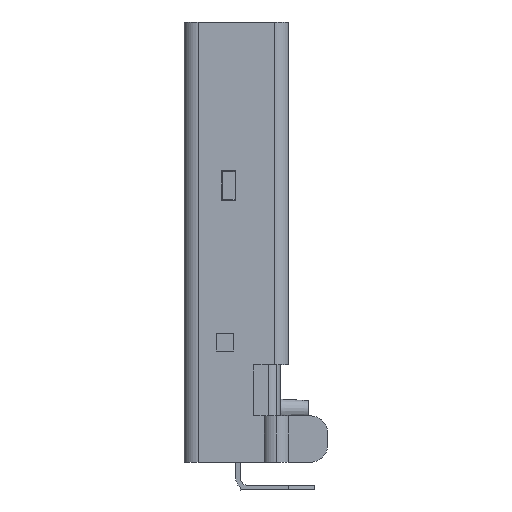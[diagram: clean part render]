
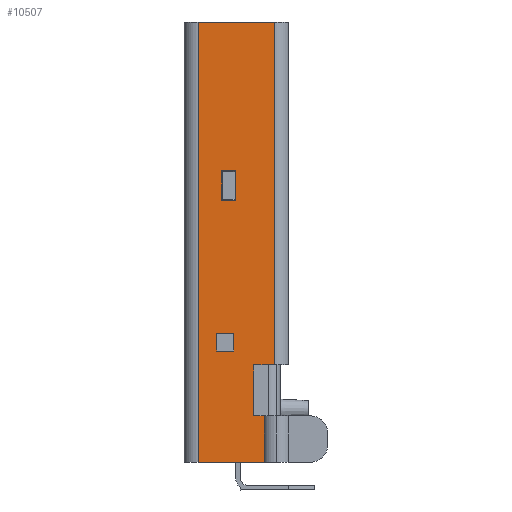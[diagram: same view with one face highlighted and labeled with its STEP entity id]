
A CAD part, left-side view. The second image highlights one B-rep face of the part: STEP entity #10507.
In plain terms, the highlighted planar face has unit normal (-1, 0, 0).
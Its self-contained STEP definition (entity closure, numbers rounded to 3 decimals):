
#196 = EDGE_CURVE ( 'NONE', #1192, #3380, #2628, .T. ) ;
#413 = VERTEX_POINT ( 'NONE', #9966 ) ;
#414 = CARTESIAN_POINT ( 'NONE',  ( -11.345, 4.962, -3.95 ) ) ;
#415 = ORIENTED_EDGE ( 'NONE', *, *, #7573, .F. ) ;
#421 = CARTESIAN_POINT ( 'NONE',  ( -11.345, 2.867, 4.75 ) ) ;
#440 = CARTESIAN_POINT ( 'NONE',  ( -11.345, 4.542, 3.08 ) ) ;
#626 = VECTOR ( 'NONE', #10104, 1000. ) ;
#834 = ORIENTED_EDGE ( 'NONE', *, *, #9879, .T. ) ;
#852 = CARTESIAN_POINT ( 'NONE',  ( -11.345, 7.524, -9.5 ) ) ;
#866 = VECTOR ( 'NONE', #9235, 1000. ) ;
#868 = DIRECTION ( 'NONE',  ( 0., 0., 1. ) ) ;
#871 = DIRECTION ( 'NONE',  ( 0., 0., 1. ) ) ;
#878 = CARTESIAN_POINT ( 'NONE',  ( -11.345, 4.617, -1.975 ) ) ;
#952 = EDGE_CURVE ( 'NONE', #2933, #413, #5948, .T. ) ;
#1187 = EDGE_CURVE ( 'NONE', #8699, #6734, #10709, .T. ) ;
#1192 = VERTEX_POINT ( 'NONE', #4979 ) ;
#1223 = EDGE_LOOP ( 'NONE', ( #9531, #415, #834, #2118, #5003, #7109, #7353, #5755 ) ) ;
#1446 = EDGE_CURVE ( 'NONE', #2684, #5481, #10410, .T. ) ;
#1537 = ORIENTED_EDGE ( 'NONE', *, *, #3128, .T. ) ;
#1702 = LINE ( 'NONE', #3541, #6876 ) ;
#1713 = VERTEX_POINT ( 'NONE', #2391 ) ;
#1898 = ORIENTED_EDGE ( 'NONE', *, *, #6607, .F. ) ;
#1953 = DIRECTION ( 'NONE',  ( -1., 0., 0. ) ) ;
#2118 = ORIENTED_EDGE ( 'NONE', *, *, #4525, .T. ) ;
#2236 = LINE ( 'NONE', #4710, #10415 ) ;
#2391 = CARTESIAN_POINT ( 'NONE',  ( -11.345, 3.767, -7.5 ) ) ;
#2628 = LINE ( 'NONE', #9328, #9815 ) ;
#2665 = VECTOR ( 'NONE', #4926, 1000. ) ;
#2684 = VERTEX_POINT ( 'NONE', #3993 ) ;
#2933 = VERTEX_POINT ( 'NONE', #7011 ) ;
#3062 = CARTESIAN_POINT ( 'NONE',  ( -11.345, 3.314, -9.5 ) ) ;
#3126 = DIRECTION ( 'NONE',  ( 0., -1., 0. ) ) ;
#3128 = EDGE_CURVE ( 'NONE', #3380, #4851, #9102, .T. ) ;
#3172 = LINE ( 'NONE', #414, #3520 ) ;
#3246 = AXIS2_PLACEMENT_3D ( 'NONE', #6217, #1953, #5438 ) ;
#3288 = DIRECTION ( 'NONE',  ( 0., 0., 1. ) ) ;
#3380 = VERTEX_POINT ( 'NONE', #3421 ) ;
#3421 = CARTESIAN_POINT ( 'NONE',  ( -11.345, 5.367, -4.7 ) ) ;
#3451 = ORIENTED_EDGE ( 'NONE', *, *, #7957, .F. ) ;
#3520 = VECTOR ( 'NONE', #3126, 1000. ) ;
#3522 = EDGE_LOOP ( 'NONE', ( #4542, #1537, #4684, #3951 ) ) ;
#3541 = CARTESIAN_POINT ( 'NONE',  ( -11.345, 4.542, 1.517 ) ) ;
#3803 = PLANE ( 'NONE',  #3246 ) ;
#3951 = ORIENTED_EDGE ( 'NONE', *, *, #7003, .T. ) ;
#3993 = CARTESIAN_POINT ( 'NONE',  ( -11.345, 5.149, 3.08 ) ) ;
#4151 = CARTESIAN_POINT ( 'NONE',  ( -11.345, 4.562, 1.803 ) ) ;
#4197 = CARTESIAN_POINT ( 'NONE',  ( -11.345, 2.867, 9.5 ) ) ;
#4316 = DIRECTION ( 'NONE',  ( 0., 0., -1. ) ) ;
#4416 = EDGE_CURVE ( 'NONE', #413, #9089, #8898, .T. ) ;
#4430 = DIRECTION ( 'NONE',  ( 0., 1., 0. ) ) ;
#4485 = DIRECTION ( 'NONE',  ( 0., 0., -1. ) ) ;
#4487 = CARTESIAN_POINT ( 'NONE',  ( -11.345, 4.162, -5.3 ) ) ;
#4493 = ORIENTED_EDGE ( 'NONE', *, *, #1446, .F. ) ;
#4525 = EDGE_CURVE ( 'NONE', #8410, #8374, #10195, .T. ) ;
#4542 = ORIENTED_EDGE ( 'NONE', *, *, #196, .T. ) ;
#4665 = DIRECTION ( 'NONE',  ( 0., 0., 1. ) ) ;
#4670 = CARTESIAN_POINT ( 'NONE',  ( -11.345, 5.149, 1.803 ) ) ;
#4684 = ORIENTED_EDGE ( 'NONE', *, *, #7357, .T. ) ;
#4710 = CARTESIAN_POINT ( 'NONE',  ( -11.345, 3.767, -3.75 ) ) ;
#4786 = VECTOR ( 'NONE', #4665, 1000. ) ;
#4806 = EDGE_CURVE ( 'NONE', #5481, #5495, #9954, .T. ) ;
#4851 = VERTEX_POINT ( 'NONE', #5746 ) ;
#4926 = DIRECTION ( 'NONE',  ( 0., 1., 0. ) ) ;
#4965 = EDGE_CURVE ( 'NONE', #8374, #8699, #10505, .T. ) ;
#4979 = CARTESIAN_POINT ( 'NONE',  ( -11.345, 4.617, -4.7 ) ) ;
#5003 = ORIENTED_EDGE ( 'NONE', *, *, #4965, .T. ) ;
#5245 = LINE ( 'NONE', #6852, #7769 ) ;
#5316 = DIRECTION ( 'NONE',  ( 0., 1., 0. ) ) ;
#5378 = CARTESIAN_POINT ( 'NONE',  ( -11.345, 6.167, 9.5 ) ) ;
#5392 = FACE_BOUND ( 'NONE', #9014, .T. ) ;
#5425 = CARTESIAN_POINT ( 'NONE',  ( -11.345, 5.149, 0.925 ) ) ;
#5438 = DIRECTION ( 'NONE',  ( 0., -1., 0. ) ) ;
#5481 = VERTEX_POINT ( 'NONE', #4670 ) ;
#5495 = VERTEX_POINT ( 'NONE', #10492 ) ;
#5746 = CARTESIAN_POINT ( 'NONE',  ( -11.345, 5.367, -3.95 ) ) ;
#5755 = ORIENTED_EDGE ( 'NONE', *, *, #952, .T. ) ;
#5800 = CARTESIAN_POINT ( 'NONE',  ( -11.345, 5.367, -2.35 ) ) ;
#5806 = DIRECTION ( 'NONE',  ( 0., -1., 0. ) ) ;
#5888 = CARTESIAN_POINT ( 'NONE',  ( -11.345, 2.267, -7.5 ) ) ;
#5948 = LINE ( 'NONE', #852, #626 ) ;
#6135 = LINE ( 'NONE', #878, #8960 ) ;
#6217 = CARTESIAN_POINT ( 'NONE',  ( -11.345, 4.556, 0. ) ) ;
#6607 = EDGE_CURVE ( 'NONE', #10201, #2684, #5245, .T. ) ;
#6734 = VERTEX_POINT ( 'NONE', #5378 ) ;
#6852 = CARTESIAN_POINT ( 'NONE',  ( -11.345, 4.84, 3.08 ) ) ;
#6876 = VECTOR ( 'NONE', #871, 1000. ) ;
#6894 = CARTESIAN_POINT ( 'NONE',  ( -11.345, 4.617, -3.95 ) ) ;
#6980 = FACE_OUTER_BOUND ( 'NONE', #1223, .T. ) ;
#7003 = EDGE_CURVE ( 'NONE', #8587, #1192, #6135, .T. ) ;
#7011 = CARTESIAN_POINT ( 'NONE',  ( -11.345, 6.167, -9.5 ) ) ;
#7109 = ORIENTED_EDGE ( 'NONE', *, *, #1187, .T. ) ;
#7160 = DIRECTION ( 'NONE',  ( 0., 0., 1. ) ) ;
#7174 = DIRECTION ( 'NONE',  ( 0., 0., -1. ) ) ;
#7327 = LINE ( 'NONE', #10468, #10556 ) ;
#7353 = ORIENTED_EDGE ( 'NONE', *, *, #7904, .T. ) ;
#7357 = EDGE_CURVE ( 'NONE', #4851, #8587, #3172, .T. ) ;
#7573 = EDGE_CURVE ( 'NONE', #1713, #9089, #7611, .T. ) ;
#7602 = DIRECTION ( 'NONE',  ( 0., -1., 0. ) ) ;
#7611 = LINE ( 'NONE', #5888, #866 ) ;
#7769 = VECTOR ( 'NONE', #4430, 1000. ) ;
#7904 = EDGE_CURVE ( 'NONE', #6734, #2933, #7327, .T. ) ;
#7957 = EDGE_CURVE ( 'NONE', #5495, #10201, #1702, .T. ) ;
#8050 = CARTESIAN_POINT ( 'NONE',  ( -11.345, 3.767, -5.3 ) ) ;
#8296 = VECTOR ( 'NONE', #7160, 1000. ) ;
#8328 = CARTESIAN_POINT ( 'NONE',  ( -11.345, 6.167, 9.5 ) ) ;
#8374 = VERTEX_POINT ( 'NONE', #9704 ) ;
#8410 = VERTEX_POINT ( 'NONE', #8050 ) ;
#8443 = VECTOR ( 'NONE', #4485, 1000. ) ;
#8587 = VERTEX_POINT ( 'NONE', #6894 ) ;
#8652 = VECTOR ( 'NONE', #7602, 1000. ) ;
#8657 = VECTOR ( 'NONE', #5806, 1000. ) ;
#8699 = VERTEX_POINT ( 'NONE', #4197 ) ;
#8791 = VECTOR ( 'NONE', #868, 1000. ) ;
#8898 = LINE ( 'NONE', #3062, #4786 ) ;
#8960 = VECTOR ( 'NONE', #4316, 1000. ) ;
#9014 = EDGE_LOOP ( 'NONE', ( #9300, #4493, #1898, #3451 ) ) ;
#9089 = VERTEX_POINT ( 'NONE', #9721 ) ;
#9102 = LINE ( 'NONE', #5800, #8791 ) ;
#9235 = DIRECTION ( 'NONE',  ( 0., -1., 0. ) ) ;
#9300 = ORIENTED_EDGE ( 'NONE', *, *, #4806, .F. ) ;
#9328 = CARTESIAN_POINT ( 'NONE',  ( -11.345, 4.587, -4.7 ) ) ;
#9531 = ORIENTED_EDGE ( 'NONE', *, *, #4416, .T. ) ;
#9557 = FACE_BOUND ( 'NONE', #3522, .T. ) ;
#9704 = CARTESIAN_POINT ( 'NONE',  ( -11.345, 2.867, -5.3 ) ) ;
#9721 = CARTESIAN_POINT ( 'NONE',  ( -11.345, 3.314, -7.5 ) ) ;
#9815 = VECTOR ( 'NONE', #5316, 1000. ) ;
#9879 = EDGE_CURVE ( 'NONE', #1713, #8410, #2236, .T. ) ;
#9954 = LINE ( 'NONE', #4151, #8657 ) ;
#9966 = CARTESIAN_POINT ( 'NONE',  ( -11.345, 3.314, -9.5 ) ) ;
#10104 = DIRECTION ( 'NONE',  ( 0., -1., 0. ) ) ;
#10195 = LINE ( 'NONE', #4487, #8652 ) ;
#10201 = VERTEX_POINT ( 'NONE', #440 ) ;
#10410 = LINE ( 'NONE', #5425, #8443 ) ;
#10415 = VECTOR ( 'NONE', #3288, 1000. ) ;
#10468 = CARTESIAN_POINT ( 'NONE',  ( -11.345, 6.167, 0. ) ) ;
#10492 = CARTESIAN_POINT ( 'NONE',  ( -11.345, 4.542, 1.803 ) ) ;
#10505 = LINE ( 'NONE', #421, #8296 ) ;
#10507 = ADVANCED_FACE ( 'NONE', ( #9557, #5392, #6980 ), #3803, .T. ) ;
#10556 = VECTOR ( 'NONE', #7174, 1000. ) ;
#10709 = LINE ( 'NONE', #8328, #2665 ) ;
